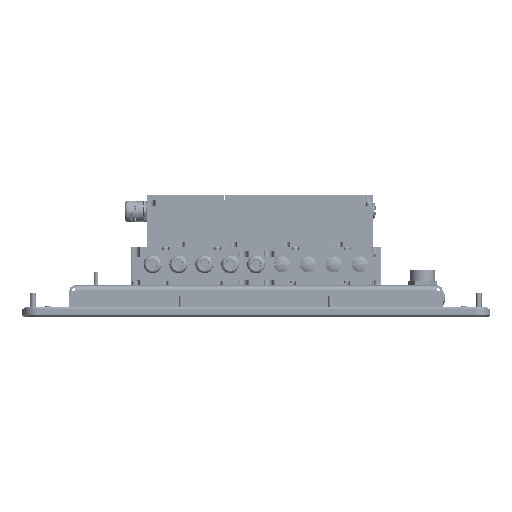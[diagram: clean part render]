
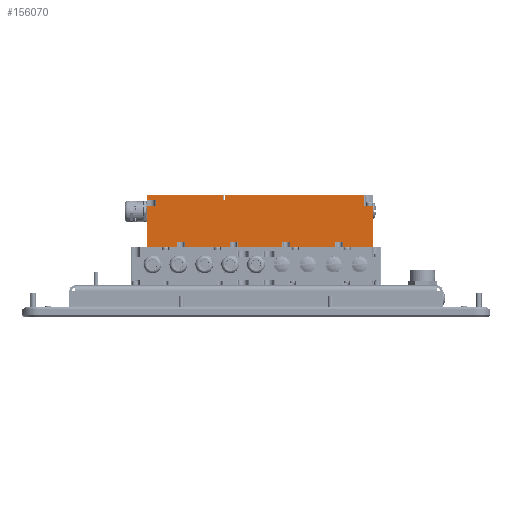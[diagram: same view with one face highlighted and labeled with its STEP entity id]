
A CAD part, front view. The second image highlights one B-rep face of the part: STEP entity #156070.
In plain terms, the highlighted planar face has unit normal (0, -1, 0).
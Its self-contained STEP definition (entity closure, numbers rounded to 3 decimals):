
#21450=DIRECTION('',(1.,0.,0.));
#21451=VECTOR('',#21450,33.);
#21452=CARTESIAN_POINT('',(-121.495,-22.62,46.));
#21453=LINE('',#21452,#21451);
#21481=DIRECTION('',(1.,0.,0.));
#21482=VECTOR('',#21481,50.);
#21483=CARTESIAN_POINT('',(-79.495,-22.62,46.));
#21484=LINE('',#21483,#21482);
#21512=DIRECTION('',(1.,0.,0.));
#21513=VECTOR('',#21512,50.);
#21514=CARTESIAN_POINT('',(-20.495,-22.62,46.));
#21515=LINE('',#21514,#21513);
#21543=DIRECTION('',(1.,0.,0.));
#21544=VECTOR('',#21543,50.);
#21545=CARTESIAN_POINT('',(38.505,-22.62,46.));
#21546=LINE('',#21545,#21544);
#21574=DIRECTION('',(1.,0.,0.));
#21575=VECTOR('',#21574,33.);
#21576=CARTESIAN_POINT('',(97.505,-22.62,46.));
#21577=LINE('',#21576,#21575);
#22520=DIRECTION('',(0.,0.,1.));
#22521=VECTOR('',#22520,5.);
#22522=CARTESIAN_POINT('',(-36.495,-22.62,99.2));
#22523=LINE('',#22522,#22521);
#22534=DIRECTION('',(1.,0.,0.));
#22535=VECTOR('',#22534,85.);
#22536=CARTESIAN_POINT('',(-121.495,-22.62,104.2));
#22537=LINE('',#22536,#22535);
#22541=DIRECTION('',(1.,0.,0.));
#22542=VECTOR('',#22541,1.25);
#22543=CARTESIAN_POINT('',(-36.495,-22.62,99.2));
#22544=LINE('',#22543,#22542);
#22548=DIRECTION('',(1.,0.,0.));
#22549=VECTOR('',#22548,156.25);
#22550=CARTESIAN_POINT('',(-35.245,-22.62,104.2));
#22551=LINE('',#22550,#22549);
#22555=DIRECTION('',(0.,0.,-1.));
#22556=VECTOR('',#22555,7.2);
#22557=CARTESIAN_POINT('',(-111.995,-22.62,99.2));
#22558=LINE('',#22557,#22556);
#22600=DIRECTION('',(1.,0.,0.));
#22601=VECTOR('',#22600,9.5);
#22602=CARTESIAN_POINT('',(-121.495,-22.62,99.2));
#22603=LINE('',#22602,#22601);
#22689=DIRECTION('',(-1.,0.,0.));
#22690=VECTOR('',#22689,9.5);
#22691=CARTESIAN_POINT('',(-111.995,-22.62,92.));
#22692=LINE('',#22691,#22690);
#22719=DIRECTION('',(0.,0.,-1.));
#22720=VECTOR('',#22719,46.);
#22721=CARTESIAN_POINT('',(-121.495,-22.62,92.));
#22722=LINE('',#22721,#22720);
#22830=DIRECTION('',(0.,0.,-1.));
#22831=VECTOR('',#22830,5.);
#22832=CARTESIAN_POINT('',(-121.495,-22.62,104.2));
#22833=LINE('',#22832,#22831);
#24864=DIRECTION('',(0.,0.,-1.));
#24865=VECTOR('',#24864,5.);
#24866=CARTESIAN_POINT('',(-35.245,-22.62,104.2));
#24867=LINE('',#24866,#24865);
#25317=DIRECTION('',(0.,0.,1.));
#25318=VECTOR('',#25317,46.);
#25319=CARTESIAN_POINT('',(130.505,-22.62,46.));
#25320=LINE('',#25319,#25318);
#25339=DIRECTION('',(-1.,0.,0.));
#25340=VECTOR('',#25339,9.5);
#25341=CARTESIAN_POINT('',(130.505,-22.62,92.));
#25342=LINE('',#25341,#25340);
#25400=DIRECTION('',(0.,0.,1.));
#25401=VECTOR('',#25400,12.2);
#25402=CARTESIAN_POINT('',(121.005,-22.62,92.));
#25403=LINE('',#25402,#25401);
#26821=DIRECTION('',(0.,0.,-1.));
#26822=VECTOR('',#26821,6.);
#26823=CARTESIAN_POINT('',(97.505,-22.62,52.));
#26824=LINE('',#26823,#26822);
#26856=DIRECTION('',(0.,0.,1.));
#26857=VECTOR('',#26856,6.);
#26858=CARTESIAN_POINT('',(88.505,-22.62,46.));
#26859=LINE('',#26858,#26857);
#26885=DIRECTION('',(1.,0.,0.));
#26886=VECTOR('',#26885,9.);
#26887=CARTESIAN_POINT('',(88.505,-22.62,52.));
#26888=LINE('',#26887,#26886);
#27014=DIRECTION('',(0.,0.,-1.));
#27015=VECTOR('',#27014,6.);
#27016=CARTESIAN_POINT('',(38.505,-22.62,52.));
#27017=LINE('',#27016,#27015);
#27049=DIRECTION('',(0.,0.,1.));
#27050=VECTOR('',#27049,6.);
#27051=CARTESIAN_POINT('',(29.505,-22.62,46.));
#27052=LINE('',#27051,#27050);
#27078=DIRECTION('',(1.,0.,0.));
#27079=VECTOR('',#27078,9.);
#27080=CARTESIAN_POINT('',(29.505,-22.62,52.));
#27081=LINE('',#27080,#27079);
#27207=DIRECTION('',(0.,0.,-1.));
#27208=VECTOR('',#27207,6.);
#27209=CARTESIAN_POINT('',(-20.495,-22.62,52.));
#27210=LINE('',#27209,#27208);
#27242=DIRECTION('',(0.,0.,1.));
#27243=VECTOR('',#27242,6.);
#27244=CARTESIAN_POINT('',(-29.495,-22.62,46.));
#27245=LINE('',#27244,#27243);
#27271=DIRECTION('',(1.,0.,0.));
#27272=VECTOR('',#27271,9.);
#27273=CARTESIAN_POINT('',(-29.495,-22.62,52.));
#27274=LINE('',#27273,#27272);
#27400=DIRECTION('',(0.,0.,-1.));
#27401=VECTOR('',#27400,6.);
#27402=CARTESIAN_POINT('',(-79.495,-22.62,52.));
#27403=LINE('',#27402,#27401);
#27435=DIRECTION('',(0.,0.,1.));
#27436=VECTOR('',#27435,6.);
#27437=CARTESIAN_POINT('',(-88.495,-22.62,46.));
#27438=LINE('',#27437,#27436);
#27464=DIRECTION('',(1.,0.,0.));
#27465=VECTOR('',#27464,9.);
#27466=CARTESIAN_POINT('',(-88.495,-22.62,52.));
#27467=LINE('',#27466,#27465);
#121346=CARTESIAN_POINT('',(-121.495,-22.62,46.));
#121347=VERTEX_POINT('',#121346);
#121348=CARTESIAN_POINT('',(-88.495,-22.62,46.));
#121349=VERTEX_POINT('',#121348);
#121358=CARTESIAN_POINT('',(-79.495,-22.62,46.));
#121359=VERTEX_POINT('',#121358);
#121360=CARTESIAN_POINT('',(-29.495,-22.62,46.));
#121361=VERTEX_POINT('',#121360);
#121370=CARTESIAN_POINT('',(-20.495,-22.62,46.));
#121371=VERTEX_POINT('',#121370);
#121372=CARTESIAN_POINT('',(29.505,-22.62,46.));
#121373=VERTEX_POINT('',#121372);
#121382=CARTESIAN_POINT('',(38.505,-22.62,46.));
#121383=VERTEX_POINT('',#121382);
#121384=CARTESIAN_POINT('',(88.505,-22.62,46.));
#121385=VERTEX_POINT('',#121384);
#121394=CARTESIAN_POINT('',(97.505,-22.62,46.));
#121395=VERTEX_POINT('',#121394);
#121396=CARTESIAN_POINT('',(130.505,-22.62,46.));
#121397=VERTEX_POINT('',#121396);
#121684=CARTESIAN_POINT('',(-35.245,-22.62,99.2));
#121685=VERTEX_POINT('',#121684);
#121686=CARTESIAN_POINT('',(-36.495,-22.62,99.2));
#121687=VERTEX_POINT('',#121686);
#121692=CARTESIAN_POINT('',(-36.495,-22.62,104.2));
#121693=VERTEX_POINT('',#121692);
#121694=CARTESIAN_POINT('',(-111.995,-22.62,99.2));
#121695=CARTESIAN_POINT('',(-111.995,-22.62,92.));
#121696=VERTEX_POINT('',#121694);
#121697=VERTEX_POINT('',#121695);
#121698=CARTESIAN_POINT('',(-121.495,-22.62,99.2));
#121699=VERTEX_POINT('',#121698);
#121700=CARTESIAN_POINT('',(-121.495,-22.62,104.2));
#121701=VERTEX_POINT('',#121700);
#121702=CARTESIAN_POINT('',(-35.245,-22.62,104.2));
#121703=VERTEX_POINT('',#121702);
#121704=CARTESIAN_POINT('',(121.005,-22.62,104.2));
#121705=VERTEX_POINT('',#121704);
#121706=CARTESIAN_POINT('',(121.005,-22.62,92.));
#121707=VERTEX_POINT('',#121706);
#121708=CARTESIAN_POINT('',(130.505,-22.62,92.));
#121709=VERTEX_POINT('',#121708);
#121710=CARTESIAN_POINT('',(97.505,-22.62,52.));
#121711=VERTEX_POINT('',#121710);
#121712=CARTESIAN_POINT('',(88.505,-22.62,52.));
#121713=VERTEX_POINT('',#121712);
#121714=CARTESIAN_POINT('',(38.505,-22.62,52.));
#121715=VERTEX_POINT('',#121714);
#121716=CARTESIAN_POINT('',(29.505,-22.62,52.));
#121717=VERTEX_POINT('',#121716);
#121718=CARTESIAN_POINT('',(-20.495,-22.62,52.));
#121719=VERTEX_POINT('',#121718);
#121720=CARTESIAN_POINT('',(-29.495,-22.62,52.));
#121721=VERTEX_POINT('',#121720);
#121722=CARTESIAN_POINT('',(-79.495,-22.62,52.));
#121723=VERTEX_POINT('',#121722);
#121724=CARTESIAN_POINT('',(-88.495,-22.62,52.));
#121725=VERTEX_POINT('',#121724);
#121726=CARTESIAN_POINT('',(-121.495,-22.62,92.));
#121727=VERTEX_POINT('',#121726);
#156010=CARTESIAN_POINT('',(-122.495,-22.62,74.2));
#156011=DIRECTION('',(0.,-1.,0.));
#156012=DIRECTION('',(0.,0.,-1.));
#156013=AXIS2_PLACEMENT_3D('',#156010,#156011,#156012);
#156014=PLANE('',#156013);
#156016=ORIENTED_EDGE('',*,*,#156015,.F.);
#156018=ORIENTED_EDGE('',*,*,#156017,.F.);
#156020=ORIENTED_EDGE('',*,*,#156019,.F.);
#156022=ORIENTED_EDGE('',*,*,#156021,.T.);
#156023=ORIENTED_EDGE('',*,*,#156002,.F.);
#156024=ORIENTED_EDGE('',*,*,#155974,.T.);
#156026=ORIENTED_EDGE('',*,*,#156025,.F.);
#156028=ORIENTED_EDGE('',*,*,#156027,.T.);
#156030=ORIENTED_EDGE('',*,*,#156029,.F.);
#156032=ORIENTED_EDGE('',*,*,#156031,.F.);
#156034=ORIENTED_EDGE('',*,*,#156033,.F.);
#156035=ORIENTED_EDGE('',*,*,#155538,.F.);
#156037=ORIENTED_EDGE('',*,*,#156036,.F.);
#156039=ORIENTED_EDGE('',*,*,#156038,.F.);
#156041=ORIENTED_EDGE('',*,*,#156040,.F.);
#156042=ORIENTED_EDGE('',*,*,#155526,.F.);
#156044=ORIENTED_EDGE('',*,*,#156043,.F.);
#156046=ORIENTED_EDGE('',*,*,#156045,.F.);
#156048=ORIENTED_EDGE('',*,*,#156047,.F.);
#156049=ORIENTED_EDGE('',*,*,#155514,.F.);
#156051=ORIENTED_EDGE('',*,*,#156050,.F.);
#156053=ORIENTED_EDGE('',*,*,#156052,.F.);
#156055=ORIENTED_EDGE('',*,*,#156054,.F.);
#156056=ORIENTED_EDGE('',*,*,#155502,.F.);
#156058=ORIENTED_EDGE('',*,*,#156057,.F.);
#156060=ORIENTED_EDGE('',*,*,#156059,.F.);
#156062=ORIENTED_EDGE('',*,*,#156061,.F.);
#156063=ORIENTED_EDGE('',*,*,#155490,.F.);
#156065=ORIENTED_EDGE('',*,*,#156064,.F.);
#156067=ORIENTED_EDGE('',*,*,#156066,.F.);
#156068=EDGE_LOOP('',(#156016,#156018,#156020,#156022,#156023,#156024,#156026,
#156028,#156030,#156032,#156034,#156035,#156037,#156039,#156041,#156042,#156044,
#156046,#156048,#156049,#156051,#156053,#156055,#156056,#156058,#156060,#156062,
#156063,#156065,#156067));
#156069=FACE_OUTER_BOUND('',#156068,.F.);
#156070=ADVANCED_FACE('',(#156069),#156014,.T.);
#155490=EDGE_CURVE('',#121347,#121349,#21453,.T.);
#155502=EDGE_CURVE('',#121359,#121361,#21484,.T.);
#155514=EDGE_CURVE('',#121371,#121373,#21515,.T.);
#155526=EDGE_CURVE('',#121383,#121385,#21546,.T.);
#155538=EDGE_CURVE('',#121395,#121397,#21577,.T.);
#155974=EDGE_CURVE('',#121687,#121685,#22544,.T.);
#156002=EDGE_CURVE('',#121687,#121693,#22523,.T.);
#156015=EDGE_CURVE('',#121696,#121697,#22558,.T.);
#156017=EDGE_CURVE('',#121699,#121696,#22603,.T.);
#156019=EDGE_CURVE('',#121701,#121699,#22833,.T.);
#156021=EDGE_CURVE('',#121701,#121693,#22537,.T.);
#156025=EDGE_CURVE('',#121703,#121685,#24867,.T.);
#156027=EDGE_CURVE('',#121703,#121705,#22551,.T.);
#156029=EDGE_CURVE('',#121707,#121705,#25403,.T.);
#156031=EDGE_CURVE('',#121709,#121707,#25342,.T.);
#156033=EDGE_CURVE('',#121397,#121709,#25320,.T.);
#156036=EDGE_CURVE('',#121711,#121395,#26824,.T.);
#156038=EDGE_CURVE('',#121713,#121711,#26888,.T.);
#156040=EDGE_CURVE('',#121385,#121713,#26859,.T.);
#156043=EDGE_CURVE('',#121715,#121383,#27017,.T.);
#156045=EDGE_CURVE('',#121717,#121715,#27081,.T.);
#156047=EDGE_CURVE('',#121373,#121717,#27052,.T.);
#156050=EDGE_CURVE('',#121719,#121371,#27210,.T.);
#156052=EDGE_CURVE('',#121721,#121719,#27274,.T.);
#156054=EDGE_CURVE('',#121361,#121721,#27245,.T.);
#156057=EDGE_CURVE('',#121723,#121359,#27403,.T.);
#156059=EDGE_CURVE('',#121725,#121723,#27467,.T.);
#156061=EDGE_CURVE('',#121349,#121725,#27438,.T.);
#156064=EDGE_CURVE('',#121727,#121347,#22722,.T.);
#156066=EDGE_CURVE('',#121697,#121727,#22692,.T.);
